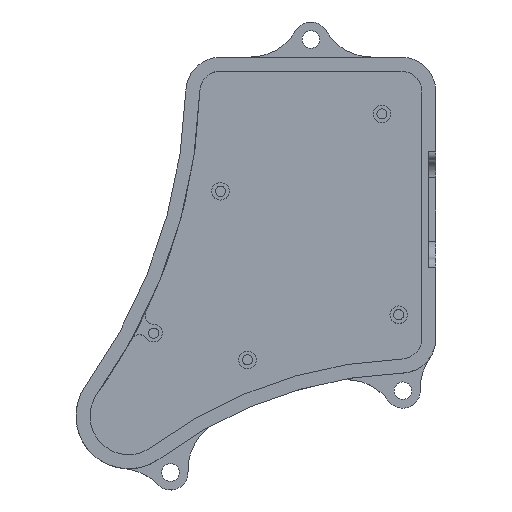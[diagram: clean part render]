
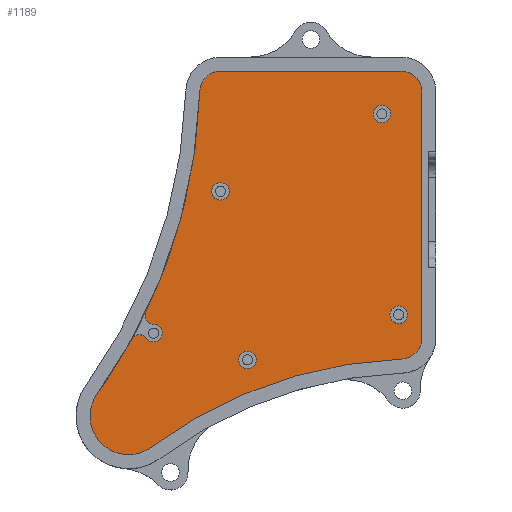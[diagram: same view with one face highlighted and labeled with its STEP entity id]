
A CAD part, top view. The second image highlights one B-rep face of the part: STEP entity #1189.
In plain terms, the highlighted planar face has unit normal (0, 0, 1).
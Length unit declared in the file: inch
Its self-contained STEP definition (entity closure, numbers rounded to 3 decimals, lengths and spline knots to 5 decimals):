
#38=FACE_BOUND('',#222,.T.);
#39=FACE_BOUND('',#223,.T.);
#40=FACE_BOUND('',#224,.T.);
#41=FACE_BOUND('',#225,.T.);
#66=PLANE('',#1338);
#127=FACE_OUTER_BOUND('',#221,.T.);
#221=EDGE_LOOP('',(#968,#969,#970,#971,#972,#973,#974,#975,#976,#977,#978,
#979));
#222=EDGE_LOOP('',(#980));
#223=EDGE_LOOP('',(#981));
#224=EDGE_LOOP('',(#982));
#225=EDGE_LOOP('',(#983));
#305=LINE('',#2077,#373);
#306=LINE('',#2081,#374);
#373=VECTOR('',#1700,3.50468);
#374=VECTOR('',#1703,2.56636);
#435=CIRCLE('',#1294,0.125);
#439=CIRCLE('',#1301,0.125);
#443=CIRCLE('',#1308,0.125);
#446=CIRCLE('',#1313,0.125);
#448=CIRCLE('',#1316,0.125);
#452=CIRCLE('',#1322,0.125);
#456=CIRCLE('',#1329,0.125);
#458=CIRCLE('',#1333,7.78754);
#460=CIRCLE('',#1335,7.78754);
#461=CIRCLE('',#1339,0.55);
#462=CIRCLE('',#1340,6.3726);
#463=CIRCLE('',#1341,0.3);
#464=CIRCLE('',#1342,0.3);
#465=CIRCLE('',#1343,0.3);
#556=VERTEX_POINT('',#1991);
#560=VERTEX_POINT('',#2002);
#564=VERTEX_POINT('',#2013);
#568=VERTEX_POINT('',#2022);
#569=VERTEX_POINT('',#2024);
#571=VERTEX_POINT('',#2030);
#575=VERTEX_POINT('',#2041);
#578=VERTEX_POINT('',#2052);
#580=VERTEX_POINT('',#2058);
#583=VERTEX_POINT('',#2064);
#584=VERTEX_POINT('',#2070);
#585=VERTEX_POINT('',#2072);
#586=VERTEX_POINT('',#2074);
#587=VERTEX_POINT('',#2076);
#588=VERTEX_POINT('',#2078);
#589=VERTEX_POINT('',#2080);
#699=EDGE_CURVE('',#556,#556,#435,.T.);
#703=EDGE_CURVE('',#560,#560,#439,.T.);
#707=EDGE_CURVE('',#564,#564,#443,.T.);
#711=EDGE_CURVE('',#569,#568,#446,.T.);
#715=EDGE_CURVE('',#568,#571,#448,.T.);
#720=EDGE_CURVE('',#571,#575,#452,.T.);
#724=EDGE_CURVE('',#578,#578,#456,.T.);
#726=EDGE_CURVE('',#569,#580,#458,.T.);
#730=EDGE_CURVE('',#583,#575,#460,.T.);
#731=EDGE_CURVE('',#584,#583,#461,.T.);
#732=EDGE_CURVE('',#585,#584,#462,.T.);
#733=EDGE_CURVE('',#586,#585,#463,.T.);
#734=EDGE_CURVE('',#587,#586,#305,.T.);
#735=EDGE_CURVE('',#588,#587,#464,.T.);
#736=EDGE_CURVE('',#589,#588,#306,.T.);
#737=EDGE_CURVE('',#580,#589,#465,.T.);
#968=ORIENTED_EDGE('',*,*,#720,.T.);
#969=ORIENTED_EDGE('',*,*,#730,.F.);
#970=ORIENTED_EDGE('',*,*,#731,.F.);
#971=ORIENTED_EDGE('',*,*,#732,.F.);
#972=ORIENTED_EDGE('',*,*,#733,.F.);
#973=ORIENTED_EDGE('',*,*,#734,.F.);
#974=ORIENTED_EDGE('',*,*,#735,.F.);
#975=ORIENTED_EDGE('',*,*,#736,.F.);
#976=ORIENTED_EDGE('',*,*,#737,.F.);
#977=ORIENTED_EDGE('',*,*,#726,.F.);
#978=ORIENTED_EDGE('',*,*,#711,.T.);
#979=ORIENTED_EDGE('',*,*,#715,.T.);
#980=ORIENTED_EDGE('',*,*,#699,.T.);
#981=ORIENTED_EDGE('',*,*,#703,.T.);
#982=ORIENTED_EDGE('',*,*,#707,.T.);
#983=ORIENTED_EDGE('',*,*,#724,.T.);
#1189=ADVANCED_FACE('',(#127,#38,#39,#40,#41),#66,.T.);
#1294=AXIS2_PLACEMENT_3D('',#1992,#1598,#1599);
#1301=AXIS2_PLACEMENT_3D('',#2003,#1612,#1613);
#1308=AXIS2_PLACEMENT_3D('',#2014,#1626,#1627);
#1313=AXIS2_PLACEMENT_3D('',#2025,#1637,#1638);
#1316=AXIS2_PLACEMENT_3D('',#2032,#1645,#1646);
#1322=AXIS2_PLACEMENT_3D('',#2043,#1658,#1659);
#1329=AXIS2_PLACEMENT_3D('',#2053,#1672,#1673);
#1333=AXIS2_PLACEMENT_3D('',#2059,#1680,#1681);
#1335=AXIS2_PLACEMENT_3D('',#2066,#1686,#1687);
#1338=AXIS2_PLACEMENT_3D('',#2069,#1692,#1693);
#1339=AXIS2_PLACEMENT_3D('',#2071,#1694,#1695);
#1340=AXIS2_PLACEMENT_3D('',#2073,#1696,#1697);
#1341=AXIS2_PLACEMENT_3D('',#2075,#1698,#1699);
#1342=AXIS2_PLACEMENT_3D('',#2079,#1701,#1702);
#1343=AXIS2_PLACEMENT_3D('',#2082,#1704,#1705);
#1598=DIRECTION('center_axis',(0.,0.,-1.));
#1599=DIRECTION('ref_axis',(-1.,0.,0.));
#1612=DIRECTION('center_axis',(0.,0.,-1.));
#1613=DIRECTION('ref_axis',(-1.,0.,0.));
#1626=DIRECTION('center_axis',(0.,0.,-1.));
#1627=DIRECTION('ref_axis',(-1.,0.,0.));
#1637=DIRECTION('center_axis',(0.,0.,1.));
#1638=DIRECTION('ref_axis',(0.901,-0.434,0.));
#1645=DIRECTION('center_axis',(0.,0.,-1.));
#1646=DIRECTION('ref_axis',(1.,0.,0.));
#1658=DIRECTION('center_axis',(0.,0.,1.));
#1659=DIRECTION('ref_axis',(-0.811,-0.585,0.));
#1672=DIRECTION('center_axis',(0.,0.,-1.));
#1673=DIRECTION('ref_axis',(-1.,0.,0.));
#1680=DIRECTION('center_axis',(0.,0.,1.));
#1681=DIRECTION('ref_axis',(-0.812,0.584,0.));
#1686=DIRECTION('center_axis',(0.,0.,1.));
#1687=DIRECTION('ref_axis',(-0.812,0.584,0.));
#1692=DIRECTION('center_axis',(0.,0.,1.));
#1693=DIRECTION('ref_axis',(1.,0.,0.));
#1694=DIRECTION('center_axis',(0.,0.,-1.));
#1695=DIRECTION('ref_axis',(-0.812,0.584,0.));
#1696=DIRECTION('center_axis',(0.,0.,1.));
#1697=DIRECTION('ref_axis',(0.037,-0.999,0.));
#1698=DIRECTION('center_axis',(0.,0.,-1.));
#1699=DIRECTION('ref_axis',(0.037,-0.999,0.));
#1700=DIRECTION('',(0.,-1.,0.));
#1701=DIRECTION('center_axis',(0.,0.,-1.));
#1702=DIRECTION('ref_axis',(1.,0.,0.));
#1703=DIRECTION('',(1.,0.,0.));
#1704=DIRECTION('center_axis',(0.,0.,-1.));
#1705=DIRECTION('ref_axis',(0.,1.,0.));
#1991=CARTESIAN_POINT('',(1.19481,1.49917,-0.4));
#1992=CARTESIAN_POINT('Origin',(1.06981,1.49917,-0.4));
#2002=CARTESIAN_POINT('',(-1.10622,0.39642,-0.4));
#2003=CARTESIAN_POINT('Origin',(-1.23122,0.39642,-0.4));
#2013=CARTESIAN_POINT('',(1.4338,-1.36355,-0.4));
#2014=CARTESIAN_POINT('Origin',(1.3088,-1.36355,-0.4));
#2022=CARTESIAN_POINT('',(-2.1827,-1.50093,-0.4));
#2024=CARTESIAN_POINT('',(-2.29422,-1.32167,-0.4));
#2025=CARTESIAN_POINT('Origin',(-2.18162,-1.37594,-0.4));
#2030=CARTESIAN_POINT('',(-2.28516,-1.69905,-0.4));
#2032=CARTESIAN_POINT('Origin',(-2.18378,-1.62593,-0.4));
#2041=CARTESIAN_POINT('',(-2.4959,-1.71166,-0.4));
#2043=CARTESIAN_POINT('Origin',(-2.38654,-1.77218,-0.4));
#2052=CARTESIAN_POINT('',(-0.72147,-2.00531,-0.4));
#2053=CARTESIAN_POINT('Origin',(-0.84647,-2.00531,-0.4));
#2058=CARTESIAN_POINT('',(-1.52579,1.81845,-0.4));
#2059=CARTESIAN_POINT('Origin',(-9.30961,2.05918,-0.4));
#2064=CARTESIAN_POINT('',(-2.98703,-2.48733,-0.4));
#2066=CARTESIAN_POINT('Origin',(-9.30961,2.05918,-0.4));
#2069=CARTESIAN_POINT('Origin',(-0.36216,-0.38809,-0.4));
#2070=CARTESIAN_POINT('',(-2.21229,-3.24978,-0.4));
#2071=CARTESIAN_POINT('Origin',(-2.5405,-2.80844,-0.4));
#2072=CARTESIAN_POINT('',(1.35167,-1.99529,-0.4));
#2073=CARTESIAN_POINT('Origin',(1.59043,-8.36342,-0.4));
#2074=CARTESIAN_POINT('',(1.64043,-1.6955,-0.4));
#2075=CARTESIAN_POINT('Origin',(1.34043,-1.6955,-0.4));
#2076=CARTESIAN_POINT('',(1.64043,1.80918,-0.4));
#2077=CARTESIAN_POINT('',(1.64043,0.71054,-0.4));
#2078=CARTESIAN_POINT('',(1.34043,2.10918,-0.4));
#2079=CARTESIAN_POINT('Origin',(1.34043,1.80918,-0.4));
#2080=CARTESIAN_POINT('',(-1.22593,2.10918,-0.4));
#2081=CARTESIAN_POINT('',(-0.79405,2.10918,-0.4));
#2082=CARTESIAN_POINT('Origin',(-1.22593,1.80918,-0.4));
